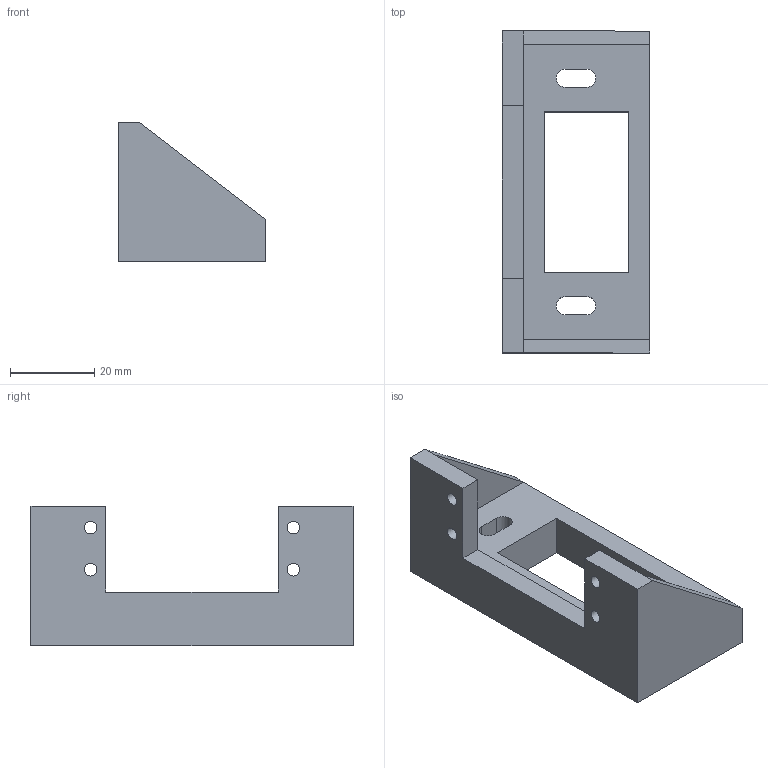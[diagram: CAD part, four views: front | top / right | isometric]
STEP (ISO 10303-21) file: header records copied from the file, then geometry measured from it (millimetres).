
FILE_DESCRIPTION(/* description */ (''),/* implementation_level */ '2;1');
FILE_NAME(/* name */ 'Bell_servo-bracket.step',/* time_stamp */ '2020-04-26T17:09:30+02:00',/* author */ (''),/* organization */ (''),/* preprocessor_version */ 'ST-DEVELOPER v18.1',/* originating_system */ 'Autodesk Translation Framework v9.2.0.1227',/* authorisation */ '');
FILE_SCHEMA (('AUTOMOTIVE_DESIGN { 1 0 10303 214 3 1 1 }'));
Length unit declared in the file: millimetre
Products named in the file (1): Bell_servo-bracket
Bounding box: 35 x 76.4 x 33 mm (x, y, z)
Volume: 25120.8 mm3; surface area: 11243.6 mm2
Topology: 1 solids, 1 shells, 32 faces, 90 edges, 60 vertices
Faces by surface type: plane 24, cylinder 8
Full cylindrical faces by diameter (mm): 3 x4
Entity records: 1095 total; most frequent: CARTESIAN_POINT 183, ORIENTED_EDGE 180, DIRECTION 176, EDGE_CURVE 90, LINE 70, VECTOR 70, VERTEX_POINT 60, AXIS2_PLACEMENT_3D 53
